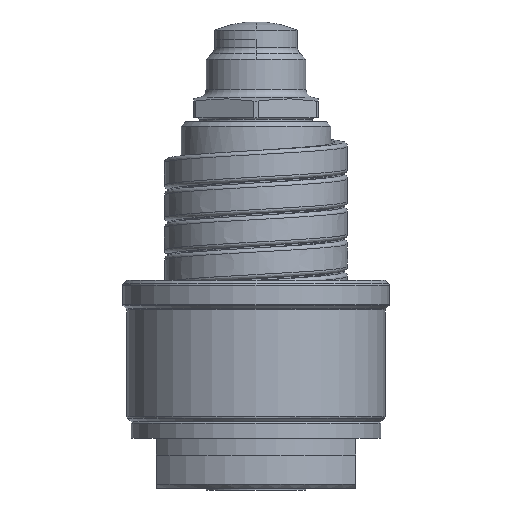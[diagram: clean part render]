
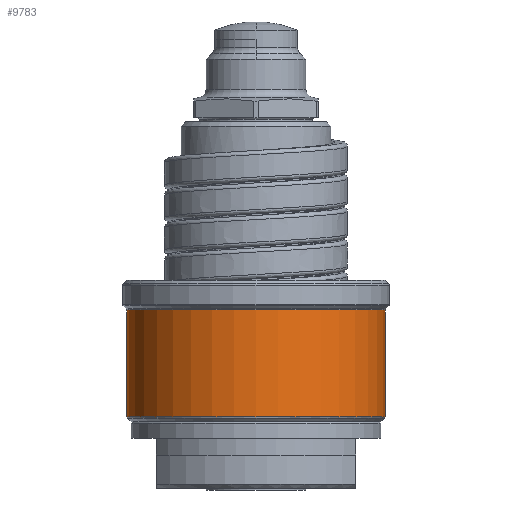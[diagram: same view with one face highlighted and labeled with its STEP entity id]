
A CAD part, front view. The second image highlights one B-rep face of the part: STEP entity #9783.
In plain terms, the highlighted cylindrical face has radius 15.5 mm (diameter 31 mm), a partial arc.
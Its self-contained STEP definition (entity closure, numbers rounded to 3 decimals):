
#2433=CARTESIAN_POINT('',(0.,0.,8.583));
#2434=DIRECTION('',(0.,0.,1.));
#2435=DIRECTION('',(-1.,0.,0.));
#2436=AXIS2_PLACEMENT_3D('',#2433,#2434,#2435);
#2438=DIRECTION('',(0.,0.,-1.));
#2439=VECTOR('',#2438,12.835);
#2440=CARTESIAN_POINT('',(-15.5,0.,21.417));
#2441=LINE('',#2440,#2439);
#2442=CARTESIAN_POINT('',(0.,0.,21.417));
#2443=DIRECTION('',(0.,0.,1.));
#2444=DIRECTION('',(-1.,0.,0.));
#2445=AXIS2_PLACEMENT_3D('',#2442,#2443,#2444);
#2447=DIRECTION('',(0.,0.,-1.));
#2448=VECTOR('',#2447,12.835);
#2449=CARTESIAN_POINT('',(15.5,0.,21.417));
#2450=LINE('',#2449,#2448);
#5954=CARTESIAN_POINT('',(15.5,0.,21.417));
#5955=CARTESIAN_POINT('',(-15.5,0.,21.417));
#5956=VERTEX_POINT('',#5954);
#5957=VERTEX_POINT('',#5955);
#5980=CARTESIAN_POINT('',(15.5,0.,8.583));
#5981=VERTEX_POINT('',#5980);
#5982=CARTESIAN_POINT('',(-15.5,0.,8.583));
#5983=VERTEX_POINT('',#5982);
#9771=CARTESIAN_POINT('',(0.,0.,7.15));
#9772=DIRECTION('',(0.,0.,1.));
#9773=DIRECTION('',(-1.,0.,0.));
#9774=AXIS2_PLACEMENT_3D('',#9771,#9772,#9773);
#9775=CYLINDRICAL_SURFACE('',#9774,15.5);
#9776=ORIENTED_EDGE('',*,*,#9743,.F.);
#9777=ORIENTED_EDGE('',*,*,#9761,.F.);
#9779=ORIENTED_EDGE('',*,*,#9778,.T.);
#9780=ORIENTED_EDGE('',*,*,#9757,.T.);
#9781=EDGE_LOOP('',(#9776,#9777,#9779,#9780));
#9782=FACE_OUTER_BOUND('',#9781,.F.);
#2437=CIRCLE('',#2436,15.5);
#2446=CIRCLE('',#2445,15.5);
#9743=EDGE_CURVE('',#5983,#5981,#2437,.T.);
#9757=EDGE_CURVE('',#5956,#5981,#2450,.T.);
#9761=EDGE_CURVE('',#5957,#5983,#2441,.T.);
#9778=EDGE_CURVE('',#5957,#5956,#2446,.T.);
#9783=ADVANCED_FACE('',(#9782),#9775,.T.);
